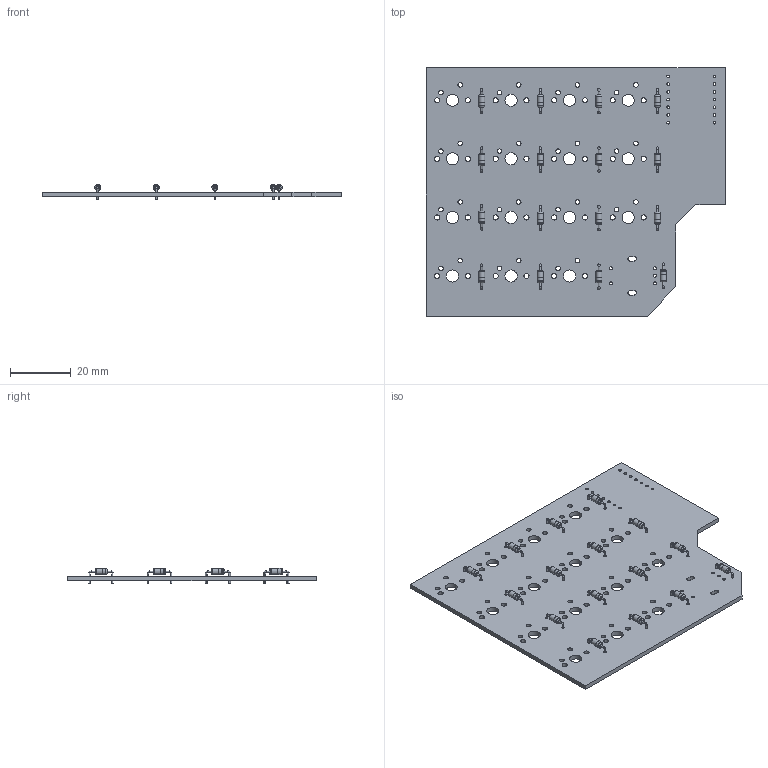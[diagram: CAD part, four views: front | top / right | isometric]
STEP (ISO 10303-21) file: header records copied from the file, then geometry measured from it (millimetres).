
FILE_DESCRIPTION(('KiCad electronic assembly'),'2;1');
FILE_NAME('16 key.step','2025-12-24T08:15:21',('Pcbnew'),('Kicad'), 'Open CASCADE STEP processor 7.9','KiCad to STEP converter','Unknown' );
FILE_SCHEMA(('AUTOMOTIVE_DESIGN { 1 0 10303 214 1 1 1 1 }'));
Length unit declared in the file: millimetre
Products named in the file (3): 16 key 1; D_DO-35_SOD27_P7.62mm_Horizontal; 16 key_PCB
Assembly tree (17 placements, depth 2):
  16 key 1
    D_DO-35_SOD27_P7.62mm_Horizontal  x16
    16 key_PCB
Bounding box: 98.65 x 81.89 x 5.01 mm (x, y, z)
Volume: 10963.4 mm3; surface area: 16552.4 mm2
Topology: 33 solids, 33 shells, 400 faces, 810 edges, 508 vertices
Faces by surface type: cylinder 226, plane 110, torus 64
Full cylindrical faces by diameter (mm): 0.5 x48, 0.8 x32, 0.889 x14, 1 x5, 1.5 x30, 1.7 x30, 2 x32, 2.02 x16, 4 x15
Entity records: 6123 total; most frequent: DIRECTION 1084, CARTESIAN_POINT 926, ORIENTED_EDGE 900, AXIS2_PLACEMENT_3D 456, EDGE_CURVE 450, FACE_BOUND 418, EDGE_LOOP 418, VERTEX_POINT 298
